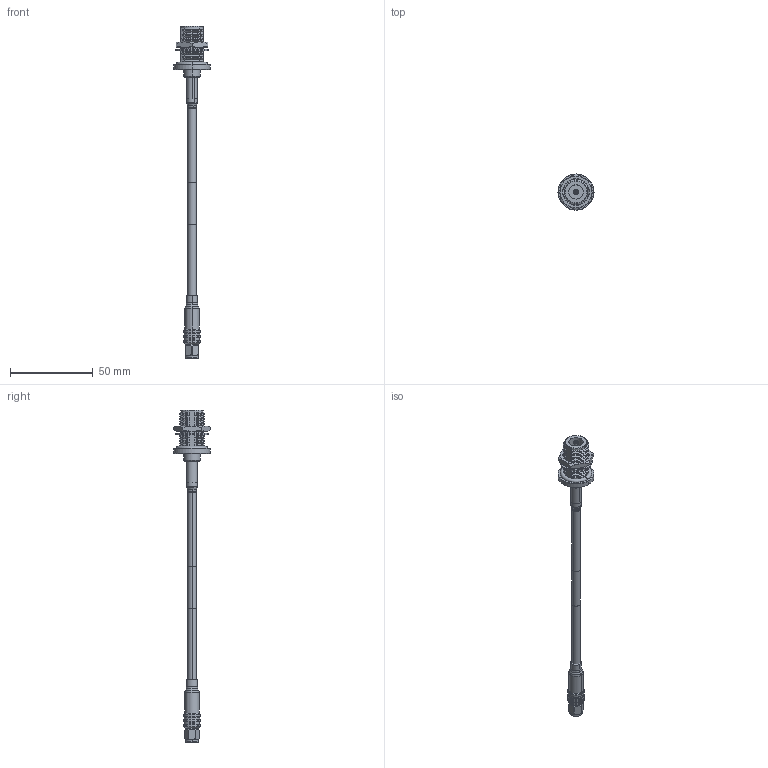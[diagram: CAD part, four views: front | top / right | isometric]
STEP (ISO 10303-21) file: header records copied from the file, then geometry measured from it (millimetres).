
FILE_DESCRIPTION (( 'STEP AP214' ), '1' );
FILE_NAME ('FMC01165_3D.step', '2023-05-10T07:41:20', ( '' ), ( '' ), 'SwSTEP 2.0', 'SolidWorks 2022', '' );
FILE_SCHEMA (( 'AUTOMOTIVE_DESIGN' ));
Length unit declared in the file: inch
Products named in the file (12): FMC01165_3D; ANF-3700-MA4; TC-195-SM-SS-X; Copy of HeatShrink_FMCN1751^FMC01165; 3AA03-013; FMCN1751-MA1; LMR-195-UF-BULK; FMCN1751; FMCN1751-MA3; Copy of HeatShrink_TC-195-SM-SS-X^FMC01165; 3AA02-017; FMCN1751-MA2
Assembly tree (11 placements, depth 3):
  FMC01165_3D
    TC-195-SM-SS-X
    Copy of HeatShrink_TC-195-SM-SS-X^FMC01165
    LMR-195-UF-BULK
    Copy of HeatShrink_FMCN1751^FMC01165
    FMCN1751
      FMCN1751-MA1
      FMCN1751-MA2
      FMCN1751-MA3
      3AA02-017
      3AA03-013
      ANF-3700-MA4
Bounding box: 21.8 x 22 x 200.38 mm (x, y, z)
Volume: 11639 mm3; surface area: 10684.5 mm2
Topology: 11 solids, 11 shells, 530 faces, 1345 edges, 857 vertices
Faces by surface type: cylinder 210, cone 185, plane 114, torus 18, bspline 3
Entity records: 18678 total; most frequent: CARTESIAN_POINT 4845, DIRECTION 2778, ORIENTED_EDGE 2690, EDGE_CURVE 1345, AXIS2_PLACEMENT_3D 1141, VERTEX_POINT 857, CIRCLE 599, EDGE_LOOP 564
